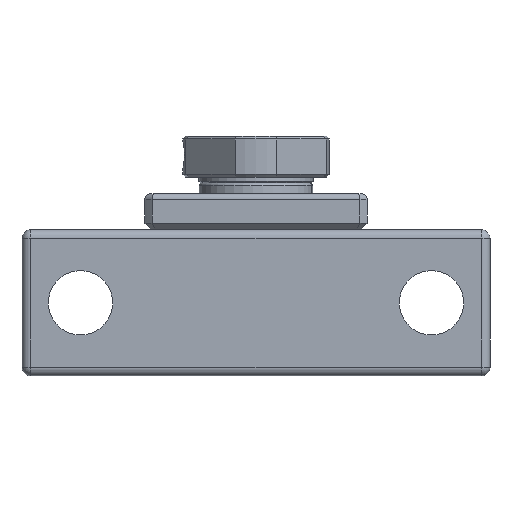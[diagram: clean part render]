
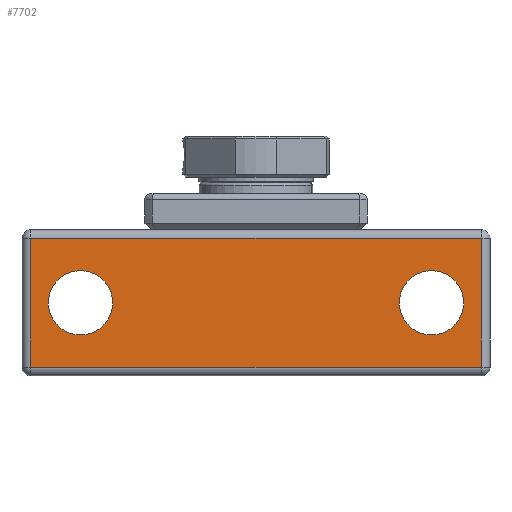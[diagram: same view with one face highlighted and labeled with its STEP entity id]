
A CAD part, front view. The second image highlights one B-rep face of the part: STEP entity #7702.
In plain terms, the highlighted planar face has unit normal (0, -1, 0).
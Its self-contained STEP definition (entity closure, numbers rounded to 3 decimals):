
#445 = EDGE_CURVE ( 'NONE', #4452, #2191, #7247, .T. ) ;
#468 = AXIS2_PLACEMENT_3D ( 'NONE', #7269, #819, #8367 ) ;
#514 = CARTESIAN_POINT ( 'NONE',  ( 38.5, -24.5, -11. ) ) ;
#712 = AXIS2_PLACEMENT_3D ( 'NONE', #11912, #5383, #13028 ) ;
#723 = DIRECTION ( 'NONE',  ( -1., 0., 0. ) ) ;
#819 = DIRECTION ( 'NONE',  ( 0., 1., 0. ) ) ;
#989 = DIRECTION ( 'NONE',  ( -1., 0., 0. ) ) ;
#1181 = CARTESIAN_POINT ( 'NONE',  ( 30., -24.5, -5.5 ) ) ;
#1212 = EDGE_LOOP ( 'NONE', ( #11308, #7496, #9785, #4389 ) ) ;
#1588 = EDGE_CURVE ( 'NONE', #2191, #4452, #11860, .T. ) ;
#1753 = LINE ( 'NONE', #8267, #13703 ) ;
#2114 = CARTESIAN_POINT ( 'NONE',  ( 30., -24.5, 5.5 ) ) ;
#2191 = VERTEX_POINT ( 'NONE', #8261 ) ;
#2337 = CARTESIAN_POINT ( 'NONE',  ( -30., -24.5, -5.5 ) ) ;
#2889 = VERTEX_POINT ( 'NONE', #12900 ) ;
#3501 = CARTESIAN_POINT ( 'NONE',  ( 38.5, -24.5, 12.5 ) ) ;
#3711 = DIRECTION ( 'NONE',  ( 0., 1., 0. ) ) ;
#3731 = VERTEX_POINT ( 'NONE', #514 ) ;
#3941 = EDGE_CURVE ( 'NONE', #5796, #13577, #4179, .T. ) ;
#4100 = LINE ( 'NONE', #8758, #9511 ) ;
#4104 = FACE_BOUND ( 'NONE', #8984, .T. ) ;
#4179 = CIRCLE ( 'NONE', #13148, 5.5 ) ;
#4389 = ORIENTED_EDGE ( 'NONE', *, *, #12394, .T. ) ;
#4452 = VERTEX_POINT ( 'NONE', #2337 ) ;
#4577 = VECTOR ( 'NONE', #13946, 1000. ) ;
#4771 = CIRCLE ( 'NONE', #468, 5.5 ) ;
#5271 = PLANE ( 'NONE',  #6062 ) ;
#5383 = DIRECTION ( 'NONE',  ( 0., 1., 0. ) ) ;
#5506 = DIRECTION ( 'NONE',  ( 0., 1., 0. ) ) ;
#5796 = VERTEX_POINT ( 'NONE', #2114 ) ;
#5972 = VERTEX_POINT ( 'NONE', #12194 ) ;
#6062 = AXIS2_PLACEMENT_3D ( 'NONE', #11803, #7443, #989 ) ;
#6222 = CARTESIAN_POINT ( 'NONE',  ( 40., -24.5, -11. ) ) ;
#6695 = EDGE_CURVE ( 'NONE', #5972, #2889, #4100, .T. ) ;
#7247 = CIRCLE ( 'NONE', #13296, 5.5 ) ;
#7269 = CARTESIAN_POINT ( 'NONE',  ( 30., -24.5, 0. ) ) ;
#7443 = DIRECTION ( 'NONE',  ( 0., 1., 0. ) ) ;
#7496 = ORIENTED_EDGE ( 'NONE', *, *, #9790, .T. ) ;
#7668 = DIRECTION ( 'NONE',  ( 0., 0., -1. ) ) ;
#7702 = ADVANCED_FACE ( 'NONE', ( #10904, #4104, #12472 ), #5271, .F. ) ;
#7781 = LINE ( 'NONE', #6222, #4577 ) ;
#7900 = ORIENTED_EDGE ( 'NONE', *, *, #445, .T. ) ;
#8220 = EDGE_CURVE ( 'NONE', #13577, #5796, #4771, .T. ) ;
#8261 = CARTESIAN_POINT ( 'NONE',  ( -30., -24.5, 5.5 ) ) ;
#8267 = CARTESIAN_POINT ( 'NONE',  ( 40., -24.5, 11. ) ) ;
#8367 = DIRECTION ( 'NONE',  ( -1., 0., 0. ) ) ;
#8758 = CARTESIAN_POINT ( 'NONE',  ( -38.5, -24.5, 12.5 ) ) ;
#8984 = EDGE_LOOP ( 'NONE', ( #12164, #7900 ) ) ;
#9221 = VECTOR ( 'NONE', #11082, 1000. ) ;
#9342 = VERTEX_POINT ( 'NONE', #11031 ) ;
#9511 = VECTOR ( 'NONE', #7668, 1000. ) ;
#9785 = ORIENTED_EDGE ( 'NONE', *, *, #11435, .T. ) ;
#9790 = EDGE_CURVE ( 'NONE', #2889, #3731, #7781, .T. ) ;
#9862 = EDGE_LOOP ( 'NONE', ( #10672, #10030 ) ) ;
#10030 = ORIENTED_EDGE ( 'NONE', *, *, #8220, .T. ) ;
#10180 = CARTESIAN_POINT ( 'NONE',  ( 30., -24.5, 0. ) ) ;
#10672 = ORIENTED_EDGE ( 'NONE', *, *, #3941, .T. ) ;
#10904 = FACE_OUTER_BOUND ( 'NONE', #1212, .T. ) ;
#11031 = CARTESIAN_POINT ( 'NONE',  ( 38.5, -24.5, 11. ) ) ;
#11082 = DIRECTION ( 'NONE',  ( 0., 0., 1. ) ) ;
#11306 = DIRECTION ( 'NONE',  ( -1., 0., 0. ) ) ;
#11308 = ORIENTED_EDGE ( 'NONE', *, *, #6695, .T. ) ;
#11435 = EDGE_CURVE ( 'NONE', #3731, #9342, #12174, .T. ) ;
#11803 = CARTESIAN_POINT ( 'NONE',  ( 40., -24.5, 12.5 ) ) ;
#11860 = CIRCLE ( 'NONE', #712, 5.5 ) ;
#11912 = CARTESIAN_POINT ( 'NONE',  ( -30., -24.5, 0. ) ) ;
#12042 = CARTESIAN_POINT ( 'NONE',  ( -30., -24.5, 0. ) ) ;
#12164 = ORIENTED_EDGE ( 'NONE', *, *, #1588, .T. ) ;
#12174 = LINE ( 'NONE', #3501, #9221 ) ;
#12194 = CARTESIAN_POINT ( 'NONE',  ( -38.5, -24.5, 11. ) ) ;
#12394 = EDGE_CURVE ( 'NONE', #9342, #5972, #1753, .T. ) ;
#12472 = FACE_BOUND ( 'NONE', #9862, .T. ) ;
#12900 = CARTESIAN_POINT ( 'NONE',  ( -38.5, -24.5, -11. ) ) ;
#13028 = DIRECTION ( 'NONE',  ( -1., 0., 0. ) ) ;
#13144 = DIRECTION ( 'NONE',  ( -1., 0., 0. ) ) ;
#13148 = AXIS2_PLACEMENT_3D ( 'NONE', #10180, #3711, #11306 ) ;
#13296 = AXIS2_PLACEMENT_3D ( 'NONE', #12042, #5506, #13144 ) ;
#13577 = VERTEX_POINT ( 'NONE', #1181 ) ;
#13703 = VECTOR ( 'NONE', #723, 1000. ) ;
#13946 = DIRECTION ( 'NONE',  ( 1., 0., 0. ) ) ;
